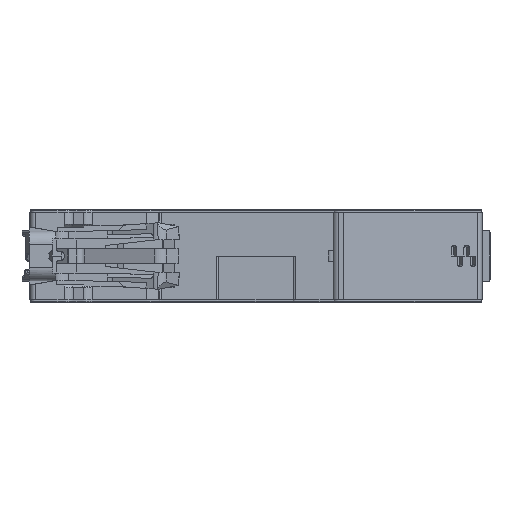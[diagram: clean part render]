
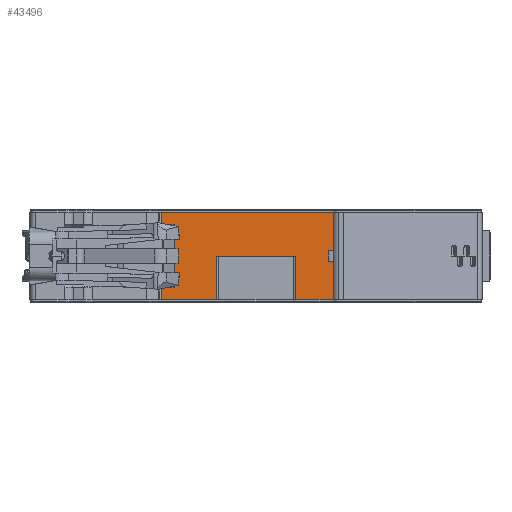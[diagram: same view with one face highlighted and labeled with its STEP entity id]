
A CAD part, front view. The second image highlights one B-rep face of the part: STEP entity #43496.
In plain terms, the highlighted planar face has unit normal (0, -1, 0).
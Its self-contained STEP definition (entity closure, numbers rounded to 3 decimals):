
#804=DIRECTION('',(0.,0.,1.));
#805=VECTOR('',#804,16.42);
#806=CARTESIAN_POINT('',(17.2,-56.5,-8.21));
#807=LINE('',#806,#805);
#822=DIRECTION('',(-0.026,0.,1.));
#823=VECTOR('',#822,0.098);
#824=CARTESIAN_POINT('',(-17.588,-56.5,6.));
#825=LINE('',#824,#823);
#826=DIRECTION('',(0.983,0.,-0.184));
#827=VECTOR('',#826,0.212);
#828=CARTESIAN_POINT('',(-17.799,-56.5,6.137));
#829=LINE('',#828,#827);
#830=DIRECTION('',(0.,0.,1.));
#831=VECTOR('',#830,2.073);
#832=CARTESIAN_POINT('',(-17.799,-56.5,6.137));
#833=LINE('',#832,#831);
#834=DIRECTION('',(-1.,0.,0.));
#835=VECTOR('',#834,34.999);
#836=CARTESIAN_POINT('',(17.2,-56.5,8.21));
#837=LINE('',#836,#835);
#838=DIRECTION('',(-1.,0.,0.));
#839=VECTOR('',#838,9.753);
#840=CARTESIAN_POINT('',(17.2,-56.5,-8.21));
#841=LINE('',#840,#839);
#842=DIRECTION('',(0.,0.,-1.));
#843=VECTOR('',#842,8.21);
#844=CARTESIAN_POINT('',(7.447,-56.5,0.));
#845=LINE('',#844,#843);
#846=DIRECTION('',(-1.,0.,0.));
#847=VECTOR('',#846,14.894);
#848=CARTESIAN_POINT('',(7.447,-56.5,0.));
#849=LINE('',#848,#847);
#850=DIRECTION('',(0.,0.,1.));
#851=VECTOR('',#850,8.21);
#852=CARTESIAN_POINT('',(-7.447,-56.5,-8.21));
#853=LINE('',#852,#851);
#854=DIRECTION('',(-1.,0.,0.));
#855=VECTOR('',#854,10.352);
#856=CARTESIAN_POINT('',(-7.447,-56.5,-8.21));
#857=LINE('',#856,#855);
#858=DIRECTION('',(0.,0.,-1.));
#859=VECTOR('',#858,2.073);
#860=CARTESIAN_POINT('',(-17.799,-56.5,-6.137));
#861=LINE('',#860,#859);
#862=DIRECTION('',(0.983,0.,0.184));
#863=VECTOR('',#862,0.212);
#864=CARTESIAN_POINT('',(-17.799,-56.5,-6.137));
#865=LINE('',#864,#863);
#866=DIRECTION('',(-0.026,0.,-1.));
#867=VECTOR('',#866,0.098);
#868=CARTESIAN_POINT('',(-17.588,-56.5,-6.));
#869=LINE('',#868,#867);
#870=DIRECTION('',(-0.036,0.,-0.999));
#871=VECTOR('',#870,6.004);
#872=CARTESIAN_POINT('',(-15.184,-56.5,0.));
#873=LINE('',#872,#871);
#874=DIRECTION('',(-0.036,0.,0.999));
#875=VECTOR('',#874,6.004);
#876=CARTESIAN_POINT('',(-15.184,-56.5,0.));
#877=LINE('',#876,#875);
#878=DIRECTION('',(-1.,0.,0.));
#879=VECTOR('',#878,1.442);
#880=CARTESIAN_POINT('',(15.021,-56.5,1.));
#881=LINE('',#880,#879);
#882=DIRECTION('',(1.,0.,0.));
#883=VECTOR('',#882,1.442);
#884=CARTESIAN_POINT('',(13.579,-56.5,-1.));
#885=LINE('',#884,#883);
#898=DIRECTION('',(1.,0.,0.));
#899=VECTOR('',#898,2.188);
#900=CARTESIAN_POINT('',(-17.588,-56.5,6.));
#901=LINE('',#900,#899);
#918=DIRECTION('',(-1.,0.,0.));
#919=VECTOR('',#918,2.188);
#920=CARTESIAN_POINT('',(-15.4,-56.5,-6.));
#921=LINE('',#920,#919);
#33305=DIRECTION('',(0.,0.,1.));
#33306=VECTOR('',#33305,2.);
#33307=CARTESIAN_POINT('',(13.579,-56.5,-1.));
#33308=LINE('',#33307,#33306);
#33309=DIRECTION('',(0.,0.,-1.));
#33310=VECTOR('',#33309,2.);
#33311=CARTESIAN_POINT('',(15.021,-56.5,1.));
#33312=LINE('',#33311,#33310);
#35068=CARTESIAN_POINT('',(13.579,-56.5,-1.));
#35069=CARTESIAN_POINT('',(15.021,-56.5,-1.));
#35070=VERTEX_POINT('',#35068);
#35071=VERTEX_POINT('',#35069);
#35944=CARTESIAN_POINT('',(-15.4,-56.5,-6.));
#35945=VERTEX_POINT('',#35944);
#36685=CARTESIAN_POINT('',(-17.799,-56.5,-8.21));
#36686=VERTEX_POINT('',#36685);
#36687=CARTESIAN_POINT('',(17.2,-56.5,-8.21));
#36688=VERTEX_POINT('',#36687);
#37093=CARTESIAN_POINT('',(7.447,-56.5,-8.21));
#37095=VERTEX_POINT('',#37093);
#37098=CARTESIAN_POINT('',(-7.447,-56.5,-8.21));
#37100=VERTEX_POINT('',#37098);
#38706=CARTESIAN_POINT('',(15.021,-56.5,1.));
#38707=CARTESIAN_POINT('',(13.579,-56.5,1.));
#38708=VERTEX_POINT('',#38706);
#38709=VERTEX_POINT('',#38707);
#38979=CARTESIAN_POINT('',(17.2,-56.5,8.21));
#38980=CARTESIAN_POINT('',(-17.799,-56.5,8.21));
#38981=VERTEX_POINT('',#38979);
#38982=VERTEX_POINT('',#38980);
#40448=CARTESIAN_POINT('',(-15.4,-56.5,6.));
#40450=VERTEX_POINT('',#40448);
#41413=CARTESIAN_POINT('',(-15.184,-56.5,0.));
#41414=VERTEX_POINT('',#41413);
#41543=CARTESIAN_POINT('',(7.447,-56.5,0.));
#41544=VERTEX_POINT('',#41543);
#41545=CARTESIAN_POINT('',(-7.447,-56.5,0.));
#41546=VERTEX_POINT('',#41545);
#42452=CARTESIAN_POINT('',(-17.588,-56.5,6.));
#42453=CARTESIAN_POINT('',(-17.591,-56.5,6.098));
#42454=VERTEX_POINT('',#42452);
#42455=VERTEX_POINT('',#42453);
#42456=CARTESIAN_POINT('',(-17.799,-56.5,6.137));
#42457=VERTEX_POINT('',#42456);
#42458=CARTESIAN_POINT('',(-17.588,-56.5,-6.));
#42459=CARTESIAN_POINT('',(-17.591,-56.5,-6.098));
#42460=VERTEX_POINT('',#42458);
#42461=VERTEX_POINT('',#42459);
#42462=CARTESIAN_POINT('',(-17.799,-56.5,-6.137));
#42463=VERTEX_POINT('',#42462);
#43446=CARTESIAN_POINT('',(0.,-56.5,0.));
#43447=DIRECTION('',(0.,-1.,0.));
#43448=DIRECTION('',(-1.,0.,0.));
#43449=AXIS2_PLACEMENT_3D('',#43446,#43447,#43448);
#43450=PLANE('',#43449);
#43452=ORIENTED_EDGE('',*,*,#43451,.T.);
#43454=ORIENTED_EDGE('',*,*,#43453,.F.);
#43456=ORIENTED_EDGE('',*,*,#43455,.T.);
#43458=ORIENTED_EDGE('',*,*,#43457,.F.);
#43459=ORIENTED_EDGE('',*,*,#43436,.F.);
#43461=ORIENTED_EDGE('',*,*,#43460,.T.);
#43463=ORIENTED_EDGE('',*,*,#43462,.F.);
#43465=ORIENTED_EDGE('',*,*,#43464,.T.);
#43467=ORIENTED_EDGE('',*,*,#43466,.F.);
#43469=ORIENTED_EDGE('',*,*,#43468,.T.);
#43471=ORIENTED_EDGE('',*,*,#43470,.F.);
#43473=ORIENTED_EDGE('',*,*,#43472,.T.);
#43475=ORIENTED_EDGE('',*,*,#43474,.F.);
#43477=ORIENTED_EDGE('',*,*,#43476,.F.);
#43479=ORIENTED_EDGE('',*,*,#43478,.F.);
#43481=ORIENTED_EDGE('',*,*,#43480,.T.);
#43483=ORIENTED_EDGE('',*,*,#43482,.F.);
#43484=EDGE_LOOP('',(#43452,#43454,#43456,#43458,#43459,#43461,#43463,#43465,
#43467,#43469,#43471,#43473,#43475,#43477,#43479,#43481,#43483));
#43485=FACE_OUTER_BOUND('',#43484,.F.);
#43487=ORIENTED_EDGE('',*,*,#43486,.F.);
#43489=ORIENTED_EDGE('',*,*,#43488,.T.);
#43491=ORIENTED_EDGE('',*,*,#43490,.F.);
#43493=ORIENTED_EDGE('',*,*,#43492,.T.);
#43494=EDGE_LOOP('',(#43487,#43489,#43491,#43493));
#43495=FACE_BOUND('',#43494,.F.);
#43436=EDGE_CURVE('',#36688,#38981,#807,.T.);
#43451=EDGE_CURVE('',#42454,#42455,#825,.T.);
#43453=EDGE_CURVE('',#42457,#42455,#829,.T.);
#43455=EDGE_CURVE('',#42457,#38982,#833,.T.);
#43457=EDGE_CURVE('',#38981,#38982,#837,.T.);
#43460=EDGE_CURVE('',#36688,#37095,#841,.T.);
#43462=EDGE_CURVE('',#41544,#37095,#845,.T.);
#43464=EDGE_CURVE('',#41544,#41546,#849,.T.);
#43466=EDGE_CURVE('',#37100,#41546,#853,.T.);
#43468=EDGE_CURVE('',#37100,#36686,#857,.T.);
#43470=EDGE_CURVE('',#42463,#36686,#861,.T.);
#43472=EDGE_CURVE('',#42463,#42461,#865,.T.);
#43474=EDGE_CURVE('',#42460,#42461,#869,.T.);
#43476=EDGE_CURVE('',#35945,#42460,#921,.T.);
#43478=EDGE_CURVE('',#41414,#35945,#873,.T.);
#43480=EDGE_CURVE('',#41414,#40450,#877,.T.);
#43482=EDGE_CURVE('',#42454,#40450,#901,.T.);
#43486=EDGE_CURVE('',#38708,#35071,#33312,.T.);
#43488=EDGE_CURVE('',#38708,#38709,#881,.T.);
#43490=EDGE_CURVE('',#35070,#38709,#33308,.T.);
#43492=EDGE_CURVE('',#35070,#35071,#885,.T.);
#43496=ADVANCED_FACE('',(#43485,#43495),#43450,.T.);
